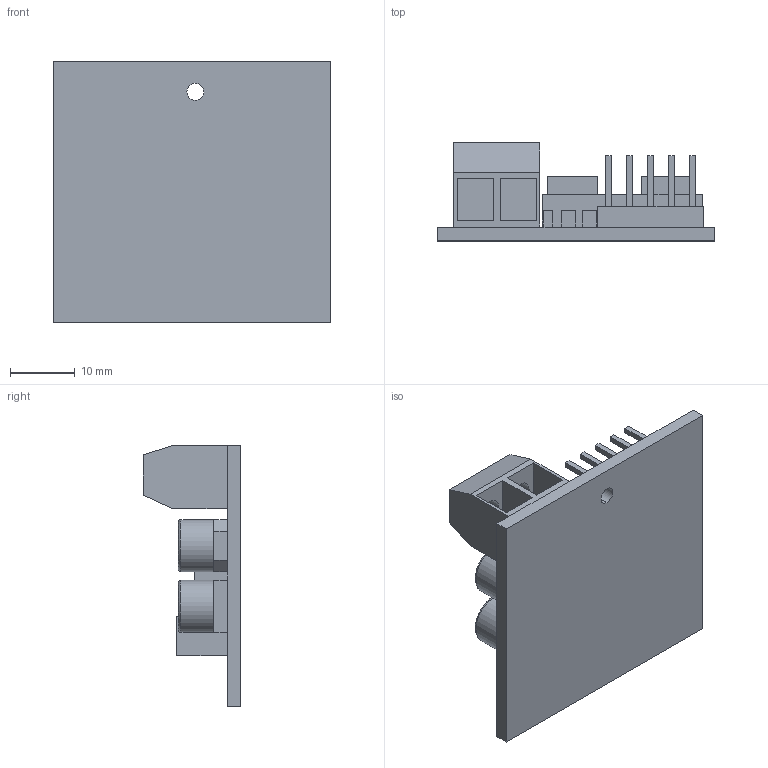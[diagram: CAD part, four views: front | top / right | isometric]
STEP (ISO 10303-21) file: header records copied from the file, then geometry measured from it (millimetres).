
FILE_DESCRIPTION (( 'STEP AP203' ), '1' );
FILE_NAME ('L298N.STEP', '2023-07-15T12:53:50', ( '' ), ( '' ), 'SwSTEP 2.0', 'SolidWorks 2021', '' );
FILE_SCHEMA (( 'CONFIG_CONTROL_DESIGN' ));
Length unit declared in the file: millimetre
Products named in the file (1): L298N
Bounding box: 42.9 x 15.11 x 40.3 mm (x, y, z)
Volume: 6981 mm3; surface area: 6712.6 mm2
Topology: 1 solids, 1 shells, 198 faces, 515 edges, 336 vertices
Faces by surface type: plane 184, cylinder 10, torus 4
Entity records: 6024 total; most frequent: CARTESIAN_POINT 1050, ORIENTED_EDGE 1030, DIRECTION 945, EDGE_CURVE 515, LINE 483, VECTOR 483, VERTEX_POINT 336, AXIS2_PLACEMENT_3D 231
